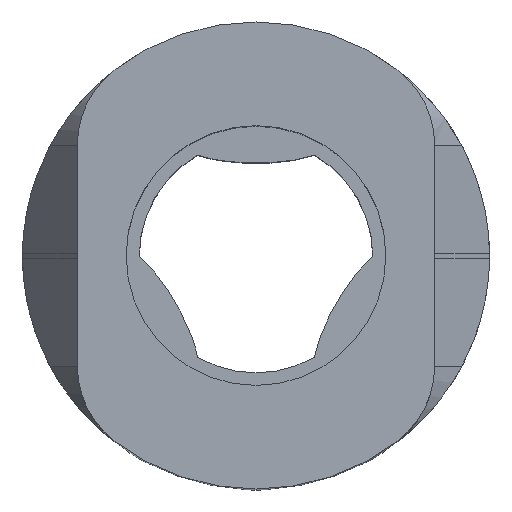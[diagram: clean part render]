
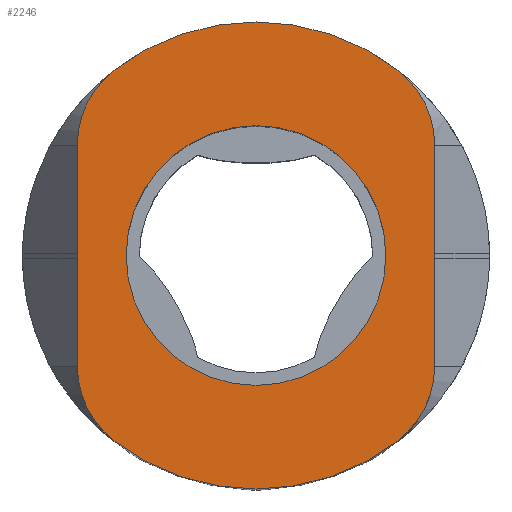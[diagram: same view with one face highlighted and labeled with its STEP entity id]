
A CAD part, top view. The second image highlights one B-rep face of the part: STEP entity #2246.
In plain terms, the highlighted planar face has unit normal (0, 0, 1).
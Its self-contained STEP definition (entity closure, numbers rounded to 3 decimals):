
#67=FACE_BOUND('',#440,.T.);
#95=PLANE('',#2423);
#142=CIRCLE('',#2382,2.);
#145=CIRCLE('',#2390,2.);
#146=CIRCLE('',#2393,2.);
#147=CIRCLE('',#2395,4.9);
#172=CIRCLE('',#2420,4.9);
#173=CIRCLE('',#2422,2.);
#174=CIRCLE('',#2424,2.725);
#316=FACE_OUTER_BOUND('',#439,.T.);
#439=EDGE_LOOP('',(#1642,#1643,#1644,#1645,#1646,#1647,#1648,#1649));
#440=EDGE_LOOP('',(#1650));
#557=LINE('',#3354,#731);
#567=LINE('',#3461,#741);
#731=VECTOR('',#2639,10.);
#741=VECTOR('',#2665,10.);
#919=VERTEX_POINT('',#3346);
#920=VERTEX_POINT('',#3348);
#921=VERTEX_POINT('',#3352);
#932=VERTEX_POINT('',#3453);
#933=VERTEX_POINT('',#3455);
#934=VERTEX_POINT('',#3459);
#935=VERTEX_POINT('',#3463);
#984=VERTEX_POINT('',#3565);
#985=VERTEX_POINT('',#3571);
#1165=EDGE_CURVE('',#919,#920,#142,.T.);
#1168=EDGE_CURVE('',#919,#921,#557,.T.);
#1184=EDGE_CURVE('',#932,#933,#145,.T.);
#1187=EDGE_CURVE('',#932,#934,#567,.T.);
#1189=EDGE_CURVE('',#935,#921,#146,.T.);
#1190=EDGE_CURVE('',#935,#933,#147,.T.);
#1240=EDGE_CURVE('',#984,#920,#172,.T.);
#1242=EDGE_CURVE('',#984,#934,#173,.T.);
#1243=EDGE_CURVE('',#985,#985,#174,.T.);
#1642=ORIENTED_EDGE('',*,*,#1184,.F.);
#1643=ORIENTED_EDGE('',*,*,#1187,.T.);
#1644=ORIENTED_EDGE('',*,*,#1242,.F.);
#1645=ORIENTED_EDGE('',*,*,#1240,.T.);
#1646=ORIENTED_EDGE('',*,*,#1165,.F.);
#1647=ORIENTED_EDGE('',*,*,#1168,.T.);
#1648=ORIENTED_EDGE('',*,*,#1189,.F.);
#1649=ORIENTED_EDGE('',*,*,#1190,.T.);
#1650=ORIENTED_EDGE('',*,*,#1243,.T.);
#2246=ADVANCED_FACE('',(#316,#67),#95,.T.);
#2382=AXIS2_PLACEMENT_3D('',#3349,#2633,#2634);
#2390=AXIS2_PLACEMENT_3D('',#3456,#2659,#2660);
#2393=AXIS2_PLACEMENT_3D('',#3465,#2669,#2670);
#2395=AXIS2_PLACEMENT_3D('',#3467,#2673,#2674);
#2420=AXIS2_PLACEMENT_3D('',#3566,#2748,#2749);
#2422=AXIS2_PLACEMENT_3D('',#3569,#2753,#2754);
#2423=AXIS2_PLACEMENT_3D('',#3570,#2755,#2756);
#2424=AXIS2_PLACEMENT_3D('',#3572,#2757,#2758);
#2633=DIRECTION('center_axis',(0.,0.,-1.));
#2634=DIRECTION('ref_axis',(0.895,-0.445,0.));
#2639=DIRECTION('',(0.,1.,0.));
#2659=DIRECTION('center_axis',(0.,0.,-1.));
#2660=DIRECTION('ref_axis',(-0.895,0.445,0.));
#2665=DIRECTION('',(0.,-1.,0.));
#2669=DIRECTION('center_axis',(0.,0.,-1.));
#2670=DIRECTION('ref_axis',(0.895,0.445,0.));
#2673=DIRECTION('center_axis',(0.,0.,1.));
#2674=DIRECTION('ref_axis',(1.,0.,0.));
#2748=DIRECTION('center_axis',(0.,0.,1.));
#2749=DIRECTION('ref_axis',(1.,0.,0.));
#2753=DIRECTION('center_axis',(0.,0.,-1.));
#2754=DIRECTION('ref_axis',(-0.895,-0.445,0.));
#2755=DIRECTION('center_axis',(0.,0.,1.));
#2756=DIRECTION('ref_axis',(1.,0.,0.));
#2757=DIRECTION('center_axis',(0.,0.,-1.));
#2758=DIRECTION('ref_axis',(1.,0.,0.));
#3346=CARTESIAN_POINT('',(3.75,-2.312,12.2));
#3348=CARTESIAN_POINT('',(2.957,-3.907,12.2));
#3349=CARTESIAN_POINT('Origin',(1.75,-2.312,12.2));
#3352=CARTESIAN_POINT('',(3.75,2.312,12.2));
#3354=CARTESIAN_POINT('',(3.75,-1.577,12.2));
#3453=CARTESIAN_POINT('',(-3.75,2.312,12.2));
#3455=CARTESIAN_POINT('',(-2.957,3.907,12.2));
#3456=CARTESIAN_POINT('Origin',(-1.75,2.312,12.2));
#3459=CARTESIAN_POINT('',(-3.75,-2.312,12.2));
#3461=CARTESIAN_POINT('',(-3.75,1.577,12.2));
#3463=CARTESIAN_POINT('',(2.957,3.907,12.2));
#3465=CARTESIAN_POINT('Origin',(1.75,2.312,12.2));
#3467=CARTESIAN_POINT('Origin',(0.,0.,12.2));
#3565=CARTESIAN_POINT('',(-2.957,-3.907,12.2));
#3566=CARTESIAN_POINT('Origin',(0.,0.,12.2));
#3569=CARTESIAN_POINT('Origin',(-1.75,-2.312,12.2));
#3570=CARTESIAN_POINT('Origin',(0.,0.,12.2));
#3571=CARTESIAN_POINT('',(-2.725,0.,12.2));
#3572=CARTESIAN_POINT('Origin',(0.,0.,12.2));
